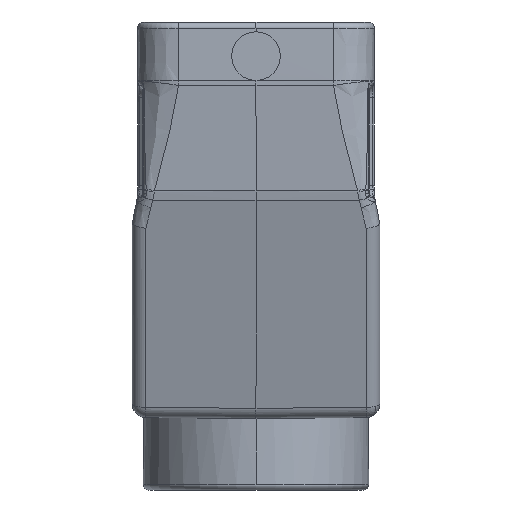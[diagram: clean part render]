
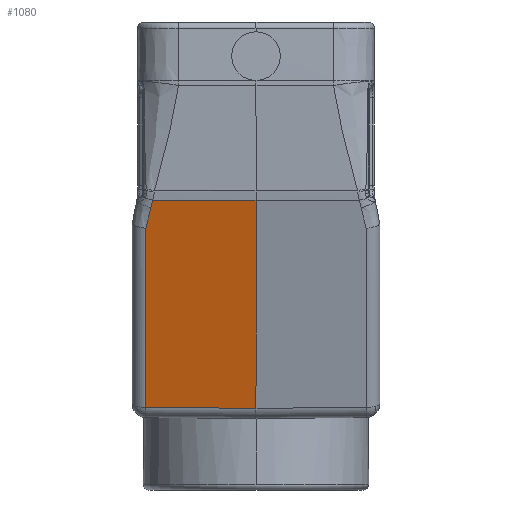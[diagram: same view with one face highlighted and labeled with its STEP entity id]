
A CAD part, left-side view. The second image highlights one B-rep face of the part: STEP entity #1080.
In plain terms, the highlighted planar face has unit normal (-0.966, 0.009, -0.259).
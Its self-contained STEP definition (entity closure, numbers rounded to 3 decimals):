
#738=PLANE('',#12173);
#1080=ADVANCED_FACE('',(#2031),#738,.T.);
#2031=FACE_OUTER_BOUND('',#2755,.T.);
#2755=EDGE_LOOP('',(#5388,#5389,#5390,#5391,#5392,#5393));
#3555=LINE('',#18189,#4335);
#3556=LINE('',#18191,#4336);
#3557=LINE('',#18194,#4337);
#4335=VECTOR('',#13337,1.);
#4336=VECTOR('',#13340,1.);
#4337=VECTOR('',#13341,1.);
#5388=ORIENTED_EDGE('',*,*,#9943,.F.);
#5389=ORIENTED_EDGE('',*,*,#9944,.T.);
#5390=ORIENTED_EDGE('',*,*,#9942,.T.);
#5391=ORIENTED_EDGE('',*,*,#9945,.F.);
#5392=ORIENTED_EDGE('',*,*,#9946,.T.);
#5393=ORIENTED_EDGE('',*,*,#9947,.T.);
#8799=VERTEX_POINT('',#18169);
#8802=VERTEX_POINT('',#18188);
#8803=VERTEX_POINT('',#18192);
#8804=VERTEX_POINT('',#18193);
#8805=VERTEX_POINT('',#18201);
#8806=VERTEX_POINT('',#18210);
#9942=EDGE_CURVE('',#8799,#8802,#3555,.T.);
#9943=EDGE_CURVE('',#8803,#8804,#3556,.T.);
#9944=EDGE_CURVE('',#8803,#8799,#3557,.T.);
#9945=EDGE_CURVE('',#8805,#8802,#11613,.T.);
#9946=EDGE_CURVE('',#8805,#8806,#11614,.T.);
#9947=EDGE_CURVE('',#8806,#8804,#11615,.T.);
#11613=B_SPLINE_CURVE_WITH_KNOTS('',3,(#18195,#18196,#18197,#18198,#18199,
#18200),.UNSPECIFIED.,.F.,.F.,(4,1,1,4),(0.,0.333,0.667,
1.),.UNSPECIFIED.);
#11614=B_SPLINE_CURVE_WITH_KNOTS('',3,(#18202,#18203,#18204,#18205,#18206,
#18207,#18208,#18209),.UNSPECIFIED.,.F.,.F.,(4,2,2,4),(0.,0.25,0.5,
1.),.UNSPECIFIED.);
#11615=B_SPLINE_CURVE_WITH_KNOTS('',3,(#18211,#18212,#18213,#18214),
 .UNSPECIFIED.,.F.,.F.,(4,4),(0.,1.),.UNSPECIFIED.);
#12173=AXIS2_PLACEMENT_3D('',#18215,#13342,#13343);
#13337=DIRECTION('',(0.009,1.,0.002));
#13340=DIRECTION('',(0.007,1.,0.009));
#13341=DIRECTION('',(-0.259,0.,0.966));
#13342=DIRECTION('',(-0.966,0.009,-0.259));
#13343=DIRECTION('',(-0.259,0.,0.966));
#18169=CARTESIAN_POINT('',(-34.58,0.,-32.345));
#18188=CARTESIAN_POINT('',(-34.418,18.767,-32.316));
#18189=CARTESIAN_POINT('',(-34.58,0.,-32.345));
#18191=CARTESIAN_POINT('',(-24.451,0.,-70.147));
#18192=CARTESIAN_POINT('',(-24.451,0.,-70.147));
#18193=CARTESIAN_POINT('',(-24.317,20.022,-69.972));
#18194=CARTESIAN_POINT('',(-24.451,0.,-70.147));
#18195=CARTESIAN_POINT('',(-34.05,19.115,-33.678));
#18196=CARTESIAN_POINT('',(-34.085,19.077,-33.55));
#18197=CARTESIAN_POINT('',(-34.159,19.,-33.275));
#18198=CARTESIAN_POINT('',(-34.34,18.84,-32.604));
#18199=CARTESIAN_POINT('',(-34.397,18.787,-32.395));
#18200=CARTESIAN_POINT('',(-34.418,18.767,-32.316));
#18201=CARTESIAN_POINT('',(-34.05,19.115,-33.678));
#18202=CARTESIAN_POINT('',(-34.05,19.115,-33.678));
#18203=CARTESIAN_POINT('',(-33.941,19.235,-34.082));
#18204=CARTESIAN_POINT('',(-33.842,19.34,-34.449));
#18205=CARTESIAN_POINT('',(-33.664,19.52,-35.107));
#18206=CARTESIAN_POINT('',(-33.573,19.605,-35.441));
#18207=CARTESIAN_POINT('',(-33.4,19.756,-36.083));
#18208=CARTESIAN_POINT('',(-33.204,19.909,-36.809));
#18209=CARTESIAN_POINT('',(-33.046,20.022,-37.395));
#18210=CARTESIAN_POINT('',(-33.046,20.022,-37.395));
#18211=CARTESIAN_POINT('',(-33.046,20.022,-37.395));
#18212=CARTESIAN_POINT('',(-30.136,20.022,-48.254));
#18213=CARTESIAN_POINT('',(-27.227,20.022,-59.113));
#18214=CARTESIAN_POINT('',(-24.317,20.022,-69.972));
#18215=CARTESIAN_POINT('',(-23.955,0.,-72.));
